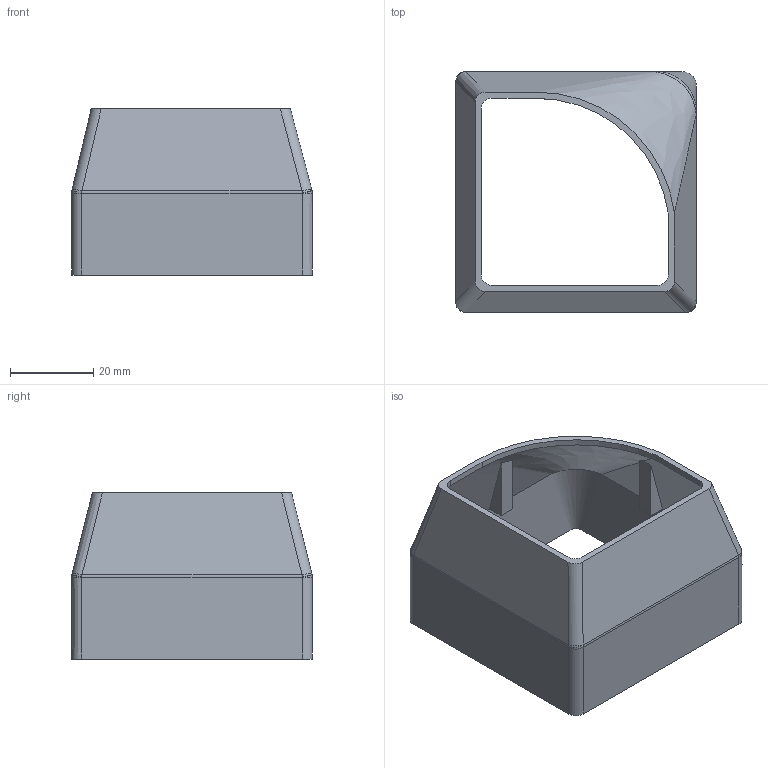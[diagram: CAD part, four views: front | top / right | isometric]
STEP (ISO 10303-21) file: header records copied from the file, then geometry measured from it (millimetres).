
FILE_DESCRIPTION (( 'STEP AP203' ), '1' );
FILE_NAME ('084.207.002.STEP', '2013-01-24T14:19:16', ( 'Alusic' ), ( 'Alusic' ), 'SwSTEP 2.0', 'SolidWorks 2011', '' );
FILE_SCHEMA (( 'CONFIG_CONTROL_DESIGN' ));
Length unit declared in the file: millimetre
Products named in the file (1): 084.207.002
Bounding box: 58 x 58 x 40 mm (x, y, z)
Volume: 13352 mm3; surface area: 18054.3 mm2
Topology: 1 solids, 1 shells, 67 faces, 175 edges, 110 vertices
Faces by surface type: plane 33, bspline 14, cylinder 14, sphere 6
Entity records: 6163 total; most frequent: CARTESIAN_POINT 4589, ORIENTED_EDGE 342, DIRECTION 262, EDGE_CURVE 171, VERTEX_POINT 110, AXIS2_PLACEMENT_3D 89, VECTOR 84, LINE 84
